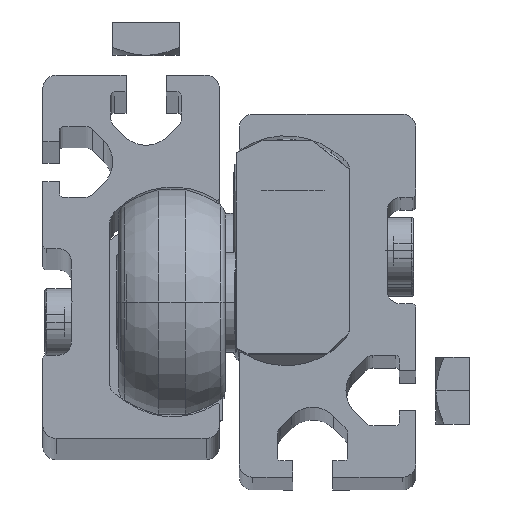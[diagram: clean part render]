
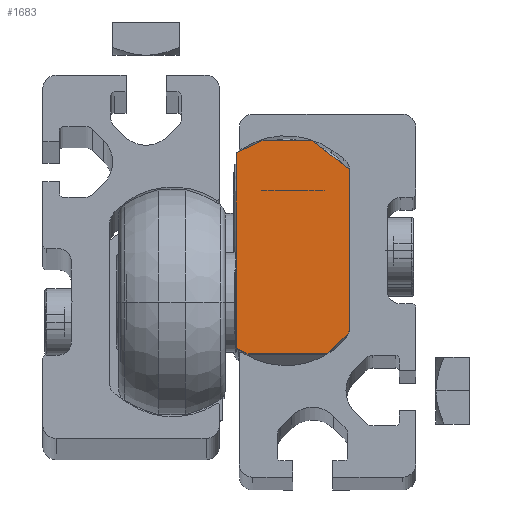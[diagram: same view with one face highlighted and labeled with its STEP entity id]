
A CAD part, top view. The second image highlights one B-rep face of the part: STEP entity #1683.
In plain terms, the highlighted face is planar.
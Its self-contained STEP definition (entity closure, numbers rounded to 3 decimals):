
#189 = ORIENTED_EDGE ( 'NONE', *, *, #6639, .T. ) ;
#362 = CARTESIAN_POINT ( 'NONE',  ( -19., 16.5, 3. ) ) ;
#1607 = DIRECTION ( 'NONE',  ( 0., -1., 0. ) ) ;
#1683 = ADVANCED_FACE ( 'NONE', ( #5050 ), #8080, .T. ) ;
#2061 = CARTESIAN_POINT ( 'NONE',  ( -19., 16.5, -4.6 ) ) ;
#2187 = ORIENTED_EDGE ( 'NONE', *, *, #8215, .F. ) ;
#2249 = VECTOR ( 'NONE', #19290, 1000. ) ;
#2833 = CARTESIAN_POINT ( 'NONE',  ( -19., -12.2, 8.5 ) ) ;
#2880 = EDGE_CURVE ( 'NONE', #17255, #15088, #3910, .T. ) ;
#3599 = DIRECTION ( 'NONE',  ( -1., 0., 0. ) ) ;
#3735 = VECTOR ( 'NONE', #11774, 1000. ) ;
#3833 = LINE ( 'NONE', #2061, #12637 ) ;
#3910 = LINE ( 'NONE', #11794, #20124 ) ;
#3988 = VECTOR ( 'NONE', #16925, 1000. ) ;
#4050 = ORIENTED_EDGE ( 'NONE', *, *, #2880, .T. ) ;
#4403 = LINE ( 'NONE', #2833, #6840 ) ;
#4544 = EDGE_CURVE ( 'NONE', #16104, #9865, #12950, .T. ) ;
#4651 = CARTESIAN_POINT ( 'NONE',  ( -19., -12.2, 8.5 ) ) ;
#5050 = FACE_OUTER_BOUND ( 'NONE', #5961, .T. ) ;
#5502 = CARTESIAN_POINT ( 'NONE',  ( -19., -14.661, -8.5 ) ) ;
#5961 = EDGE_LOOP ( 'NONE', ( #19477, #2187, #4050, #8997, #16773, #7269, #19950, #189 ) ) ;
#6639 = EDGE_CURVE ( 'NONE', #14847, #15557, #12455, .T. ) ;
#6765 = LINE ( 'NONE', #19533, #8855 ) ;
#6840 = VECTOR ( 'NONE', #7632, 1000. ) ;
#7219 = VERTEX_POINT ( 'NONE', #362 ) ;
#7269 = ORIENTED_EDGE ( 'NONE', *, *, #14151, .F. ) ;
#7632 = DIRECTION ( 'NONE',  ( 0., -0.707, -0.707 ) ) ;
#8080 = PLANE ( 'NONE',  #9794 ) ;
#8215 = EDGE_CURVE ( 'NONE', #17255, #7219, #3833, .T. ) ;
#8587 = LINE ( 'NONE', #16340, #3735 ) ;
#8855 = VECTOR ( 'NONE', #13064, 1000. ) ;
#8997 = ORIENTED_EDGE ( 'NONE', *, *, #14735, .T. ) ;
#9336 = CARTESIAN_POINT ( 'NONE',  ( -19., 16.5, -4.6 ) ) ;
#9421 = LINE ( 'NONE', #18664, #10847 ) ;
#9479 = CARTESIAN_POINT ( 'NONE',  ( -19., 12.203, 8.5 ) ) ;
#9794 = AXIS2_PLACEMENT_3D ( 'NONE', #16357, #3599, #19269 ) ;
#9865 = VERTEX_POINT ( 'NONE', #15732 ) ;
#10135 = CARTESIAN_POINT ( 'NONE',  ( -19., 14.681, -8.5 ) ) ;
#10847 = VECTOR ( 'NONE', #1607, 1000. ) ;
#11774 = DIRECTION ( 'NONE',  ( 0., 0.616, -0.788 ) ) ;
#11794 = CARTESIAN_POINT ( 'NONE',  ( -19., 16.5, -4.6 ) ) ;
#12357 = CARTESIAN_POINT ( 'NONE',  ( -19., -12.2, 8.5 ) ) ;
#12441 = CARTESIAN_POINT ( 'NONE',  ( -19., -15.5, 5.2 ) ) ;
#12455 = LINE ( 'NONE', #12357, #3988 ) ;
#12637 = VECTOR ( 'NONE', #16388, 1000. ) ;
#12950 = LINE ( 'NONE', #17731, #2249 ) ;
#13064 = DIRECTION ( 'NONE',  ( 0., 0., -1. ) ) ;
#13941 = EDGE_CURVE ( 'NONE', #14847, #18941, #4403, .T. ) ;
#14151 = EDGE_CURVE ( 'NONE', #18941, #9865, #6765, .T. ) ;
#14735 = EDGE_CURVE ( 'NONE', #15088, #16104, #9421, .T. ) ;
#14847 = VERTEX_POINT ( 'NONE', #4651 ) ;
#15088 = VERTEX_POINT ( 'NONE', #10135 ) ;
#15557 = VERTEX_POINT ( 'NONE', #9479 ) ;
#15732 = CARTESIAN_POINT ( 'NONE',  ( -19., -15.5, -6.7 ) ) ;
#16104 = VERTEX_POINT ( 'NONE', #5502 ) ;
#16340 = CARTESIAN_POINT ( 'NONE',  ( -19., 12.203, 8.5 ) ) ;
#16357 = CARTESIAN_POINT ( 'NONE',  ( -19., 1.5, 22.2 ) ) ;
#16388 = DIRECTION ( 'NONE',  ( 0., 0., 1. ) ) ;
#16773 = ORIENTED_EDGE ( 'NONE', *, *, #4544, .T. ) ;
#16925 = DIRECTION ( 'NONE',  ( 0., 1., 0. ) ) ;
#16969 = DIRECTION ( 'NONE',  ( 0., -0.423, -0.906 ) ) ;
#17255 = VERTEX_POINT ( 'NONE', #9336 ) ;
#17730 = EDGE_CURVE ( 'NONE', #15557, #7219, #8587, .T. ) ;
#17731 = CARTESIAN_POINT ( 'NONE',  ( -19., -14.661, -8.5 ) ) ;
#18664 = CARTESIAN_POINT ( 'NONE',  ( -19., 14.681, -8.5 ) ) ;
#18941 = VERTEX_POINT ( 'NONE', #12441 ) ;
#19269 = DIRECTION ( 'NONE',  ( 0., 0., 1. ) ) ;
#19290 = DIRECTION ( 'NONE',  ( 0., -0.423, 0.906 ) ) ;
#19477 = ORIENTED_EDGE ( 'NONE', *, *, #17730, .T. ) ;
#19533 = CARTESIAN_POINT ( 'NONE',  ( -19., -15.5, 5.2 ) ) ;
#19950 = ORIENTED_EDGE ( 'NONE', *, *, #13941, .F. ) ;
#20124 = VECTOR ( 'NONE', #16969, 1000. ) ;
